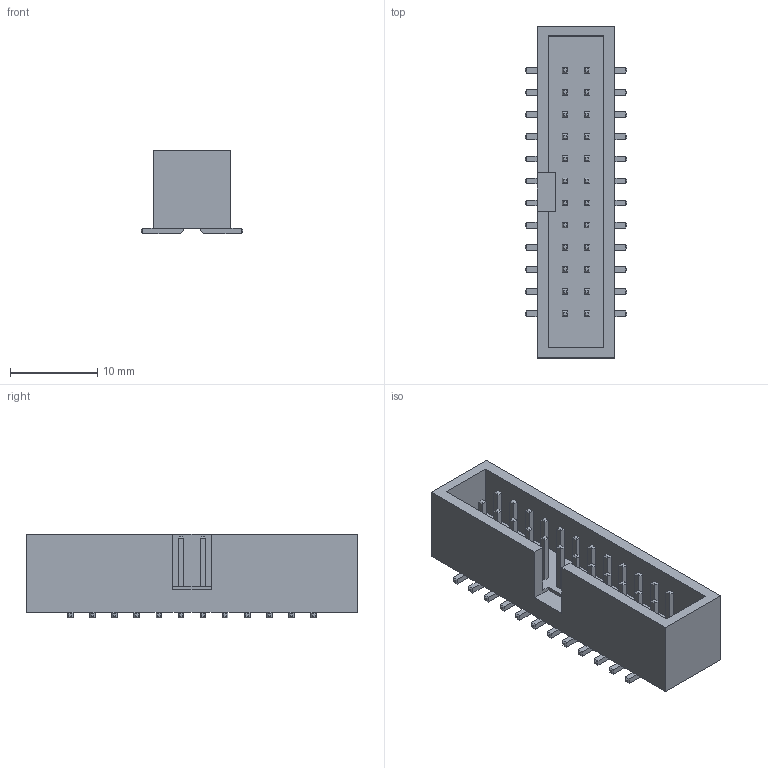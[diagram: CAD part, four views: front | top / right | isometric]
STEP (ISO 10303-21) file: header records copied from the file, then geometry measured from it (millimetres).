
FILE_DESCRIPTION(/* description */ ('model of IDC-Header_2x12_P2.54mm_Vertical_SMD'),/* implementation_level */ '2;1');
FILE_NAME(/* name */ 'IDC-Header_2x12_P2.54mm_Vertical_SMD.step',/* time_stamp */ '2022-11-02T09:53:06',/* author */ ('kicad StepUp','ksu'),/* organization */ ('FreeCAD'),/* preprocessor_version */ 'OCC',/* originating_system */ 'kicad StepUp',/* authorisation */ '');
FILE_SCHEMA(('AUTOMOTIVE_DESIGN { 1 0 10303 214 1 1 1 1 }'));
Length unit declared in the file: millimetre
Products named in the file (1): IDC_Header_2x12_P254mm_Vertical_SMD
Bounding box: 11.6 x 38.1 x 9.64 mm (x, y, z)
Volume: 1767.2 mm3; surface area: 2537 mm2
Topology: 1 solids, 1 shells, 472 faces, 1146 edges, 700 vertices
Faces by surface type: plane 448, cylinder 24
Entity records: 16517 total; most frequent: CARTESIAN_POINT 2319, ORIENTED_EDGE 2292, DIRECTION 2140, EDGE_CURVE 1146, LINE 1098, VECTOR 1098, VERTEX_POINT 700, AXIS2_PLACEMENT_3D 521
